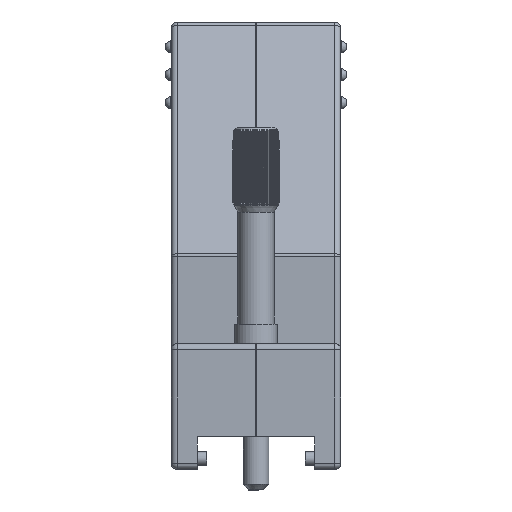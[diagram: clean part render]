
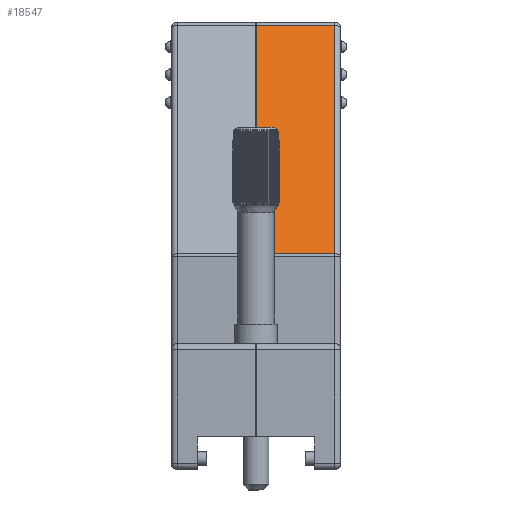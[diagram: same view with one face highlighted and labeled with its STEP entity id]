
A CAD part, left-side view. The second image highlights one B-rep face of the part: STEP entity #18547.
In plain terms, the highlighted planar face has unit normal (-0.898, 0, 0.44).
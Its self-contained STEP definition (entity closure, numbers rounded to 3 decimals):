
#2229=ORIENTED_EDGE('',*,*,#7974,.T.);
#2230=ORIENTED_EDGE('',*,*,#8042,.T.);
#2231=ORIENTED_EDGE('',*,*,#8043,.T.);
#2232=ORIENTED_EDGE('',*,*,#8044,.T.);
#7974=EDGE_CURVE('',#10887,#10886,#12811,.T.);
#8042=EDGE_CURVE('',#10886,#10939,#12867,.F.);
#8043=EDGE_CURVE('',#10939,#10940,#12868,.F.);
#8044=EDGE_CURVE('',#10940,#10887,#12869,.T.);
#10886=VERTEX_POINT('',#31225);
#10887=VERTEX_POINT('',#31227);
#10939=VERTEX_POINT('',#31359);
#10940=VERTEX_POINT('',#31361);
#12811=LINE('',#31226,#14205);
#12867=LINE('',#31358,#14261);
#12868=LINE('',#31360,#14262);
#12869=LINE('',#31362,#14263);
#14205=VECTOR('',#26272,1000.);
#14261=VECTOR('',#26376,1000.);
#14262=VECTOR('',#26377,1000.);
#14263=VECTOR('',#26378,1000.);
#15521=EDGE_LOOP('',(#2229,#2230,#2231,#2232));
#16679=FACE_BOUND('',#15521,.T.);
#17825=PLANE('',#24388);
#18547=ADVANCED_FACE('',(#16679),#17825,.F.);
#24388=AXIS2_PLACEMENT_3D('',#31357,#26374,#26375);
#26272=DIRECTION('',(-0.44,0.,-0.898));
#26374=DIRECTION('',(0.898,0.,-0.44));
#26375=DIRECTION('',(-0.44,0.,-0.898));
#26376=DIRECTION('',(0.,1.,0.));
#26377=DIRECTION('',(-0.44,0.,-0.898));
#26378=DIRECTION('',(0.,1.,0.));
#31225=CARTESIAN_POINT('',(-28.734,4.55,4.885));
#31226=CARTESIAN_POINT('',(-28.8,4.55,4.75));
#31227=CARTESIAN_POINT('',(-16.738,4.55,29.386));
#31357=CARTESIAN_POINT('',(-28.8,-4.55,4.75));
#31358=CARTESIAN_POINT('',(-28.734,-4.55,4.885));
#31359=CARTESIAN_POINT('',(-28.734,-3.9,4.885));
#31360=CARTESIAN_POINT('',(-16.56,-3.9,29.75));
#31361=CARTESIAN_POINT('',(-16.738,-3.9,29.386));
#31362=CARTESIAN_POINT('',(-16.738,-4.55,29.386));
